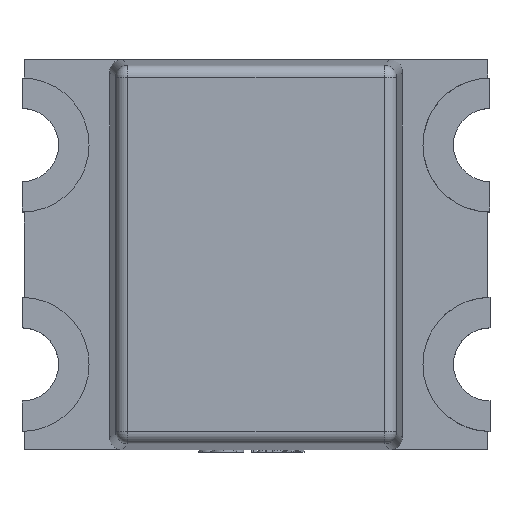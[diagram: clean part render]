
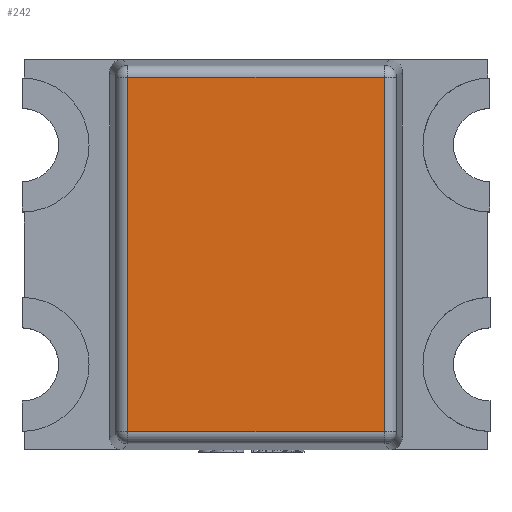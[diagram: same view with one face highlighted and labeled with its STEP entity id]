
A CAD part, top view. The second image highlights one B-rep face of the part: STEP entity #242.
In plain terms, the highlighted planar face has unit normal (0, 0, 1).
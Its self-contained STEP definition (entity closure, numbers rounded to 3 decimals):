
#242 = ADVANCED_FACE ( 'NONE', ( #2349 ), #9734, .T. ) ;
#254 = LINE ( 'NONE', #3935, #6725 ) ;
#275 = ORIENTED_EDGE ( 'NONE', *, *, #7053, .T. ) ;
#1040 = ORIENTED_EDGE ( 'NONE', *, *, #6185, .T. ) ;
#1346 = ORIENTED_EDGE ( 'NONE', *, *, #12496, .T. ) ;
#2213 = VECTOR ( 'NONE', #3359, 1000. ) ;
#2349 = FACE_OUTER_BOUND ( 'NONE', #4757, .T. ) ;
#2460 = VERTEX_POINT ( 'NONE', #14526 ) ;
#2752 = DIRECTION ( 'NONE',  ( 0., 1., 0. ) ) ;
#3061 = DIRECTION ( 'NONE',  ( 1., 0., 0. ) ) ;
#3359 = DIRECTION ( 'NONE',  ( 0., -1., 0. ) ) ;
#3935 = CARTESIAN_POINT ( 'NONE',  ( 0.526, 0.774, 0.8 ) ) ;
#4316 = VERTEX_POINT ( 'NONE', #9838 ) ;
#4757 = EDGE_LOOP ( 'NONE', ( #1346, #11120, #1040, #275 ) ) ;
#5551 = AXIS2_PLACEMENT_3D ( 'NONE', #13317, #7266, #8296 ) ;
#5917 = CARTESIAN_POINT ( 'NONE',  ( -0.526, -0.774, 0.8 ) ) ;
#6185 = EDGE_CURVE ( 'NONE', #15102, #2460, #254, .T. ) ;
#6725 = VECTOR ( 'NONE', #2752, 1000. ) ;
#6877 = CARTESIAN_POINT ( 'NONE',  ( -0.574, 0.726, 0.8 ) ) ;
#7053 = EDGE_CURVE ( 'NONE', #2460, #9426, #11579, .T. ) ;
#7266 = DIRECTION ( 'NONE',  ( 0., 0., 1. ) ) ;
#8296 = DIRECTION ( 'NONE',  ( 1., 0., 0. ) ) ;
#8534 = EDGE_CURVE ( 'NONE', #4316, #15102, #15480, .T. ) ;
#9322 = CARTESIAN_POINT ( 'NONE',  ( 0.574, -0.726, 0.8 ) ) ;
#9330 = DIRECTION ( 'NONE',  ( -1., 0., 0. ) ) ;
#9426 = VERTEX_POINT ( 'NONE', #14763 ) ;
#9551 = LINE ( 'NONE', #5917, #2213 ) ;
#9734 = PLANE ( 'NONE',  #5551 ) ;
#9838 = CARTESIAN_POINT ( 'NONE',  ( -0.526, -0.726, 0.8 ) ) ;
#11120 = ORIENTED_EDGE ( 'NONE', *, *, #8534, .T. ) ;
#11579 = LINE ( 'NONE', #6877, #14642 ) ;
#12496 = EDGE_CURVE ( 'NONE', #9426, #4316, #9551, .T. ) ;
#13317 = CARTESIAN_POINT ( 'NONE',  ( 0., 0., 0.8 ) ) ;
#14522 = CARTESIAN_POINT ( 'NONE',  ( 0.526, -0.726, 0.8 ) ) ;
#14526 = CARTESIAN_POINT ( 'NONE',  ( 0.526, 0.726, 0.8 ) ) ;
#14545 = VECTOR ( 'NONE', #3061, 1000. ) ;
#14642 = VECTOR ( 'NONE', #9330, 1000. ) ;
#14763 = CARTESIAN_POINT ( 'NONE',  ( -0.526, 0.726, 0.8 ) ) ;
#15102 = VERTEX_POINT ( 'NONE', #14522 ) ;
#15480 = LINE ( 'NONE', #9322, #14545 ) ;
